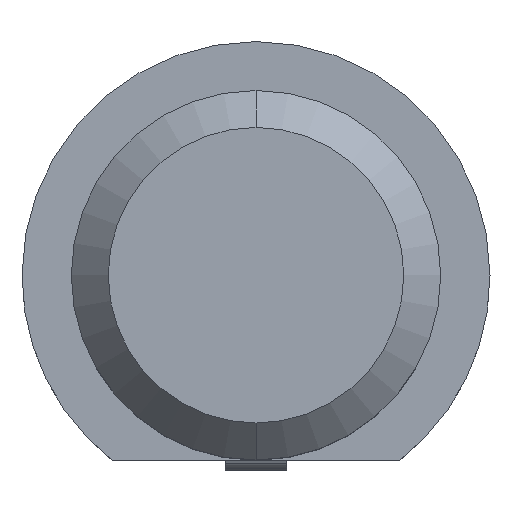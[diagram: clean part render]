
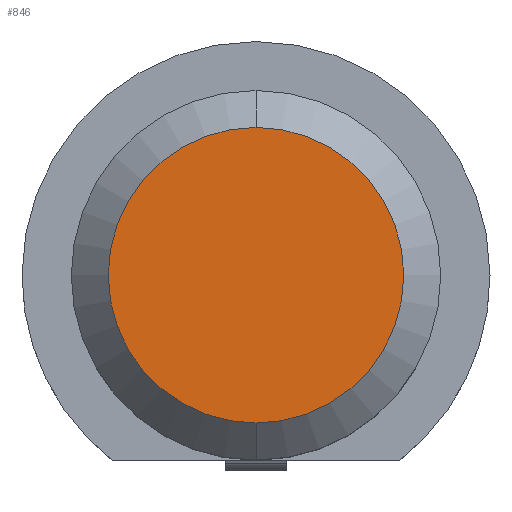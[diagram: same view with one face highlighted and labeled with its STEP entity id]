
A CAD part, top view. The second image highlights one B-rep face of the part: STEP entity #846.
In plain terms, the highlighted planar face has unit normal (0, 0, 1).
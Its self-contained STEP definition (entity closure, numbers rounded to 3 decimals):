
#170 = AXIS2_PLACEMENT_3D ( 'NONE', #1117, #280, #1249 ) ;
#250 = VERTEX_POINT ( 'NONE', #575 ) ;
#280 = DIRECTION ( 'NONE',  ( 0., 0., -1. ) ) ;
#434 = CARTESIAN_POINT ( 'NONE',  ( 0., -1.2, 2.8 ) ) ;
#444 = DIRECTION ( 'NONE',  ( 0., 0., -1. ) ) ;
#575 = CARTESIAN_POINT ( 'NONE',  ( 0., 1.2, 2.8 ) ) ;
#732 = EDGE_CURVE ( 'NONE', #250, #1005, #883, .T. ) ;
#753 = CARTESIAN_POINT ( 'NONE',  ( 0., -1.2, 2.8 ) ) ;
#835 = CARTESIAN_POINT ( 'NONE',  ( 0., 0., 2.8 ) ) ;
#846 = ADVANCED_FACE ( 'NONE', ( #1405 ), #1524, .F. ) ;
#874 = EDGE_LOOP ( 'NONE', ( #961, #1028 ) ) ;
#883 = CIRCLE ( 'NONE', #1497, 1.2 ) ;
#906 = AXIS2_PLACEMENT_3D ( 'NONE', #434, #444, #1654 ) ;
#961 = ORIENTED_EDGE ( 'NONE', *, *, #732, .F. ) ;
#965 = DIRECTION ( 'NONE',  ( 0., 1., 0. ) ) ;
#1005 = VERTEX_POINT ( 'NONE', #753 ) ;
#1028 = ORIENTED_EDGE ( 'NONE', *, *, #1258, .F. ) ;
#1048 = CIRCLE ( 'NONE', #170, 1.2 ) ;
#1117 = CARTESIAN_POINT ( 'NONE',  ( 0., 0., 2.8 ) ) ;
#1249 = DIRECTION ( 'NONE',  ( 0., 1., 0. ) ) ;
#1258 = EDGE_CURVE ( 'NONE', #1005, #250, #1048, .T. ) ;
#1405 = FACE_OUTER_BOUND ( 'NONE', #874, .T. ) ;
#1497 = AXIS2_PLACEMENT_3D ( 'NONE', #835, #1768, #965 ) ;
#1524 = PLANE ( 'NONE',  #906 ) ;
#1654 = DIRECTION ( 'NONE',  ( -1., 0., 0. ) ) ;
#1768 = DIRECTION ( 'NONE',  ( 0., 0., -1. ) ) ;
